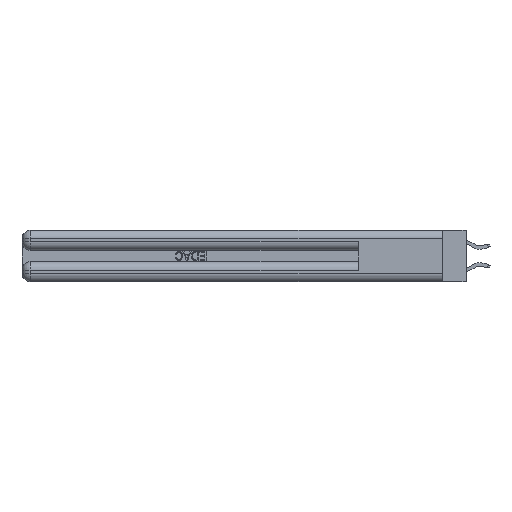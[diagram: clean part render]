
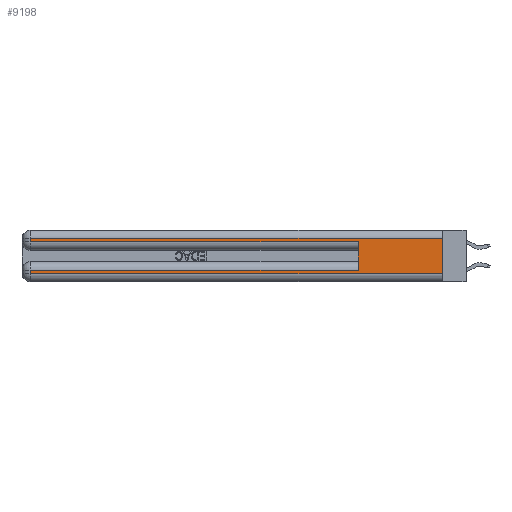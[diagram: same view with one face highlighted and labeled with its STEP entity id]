
A CAD part, left-side view. The second image highlights one B-rep face of the part: STEP entity #9198.
In plain terms, the highlighted planar face has unit normal (-1, 0, 0).
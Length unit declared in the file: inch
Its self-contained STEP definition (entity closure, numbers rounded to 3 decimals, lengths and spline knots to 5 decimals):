
#17 = CARTESIAN_POINT ( 'NONE',  ( 0., 0., 0.37 ) ) ;
#335 = DIRECTION ( 'NONE',  ( 0., 1., 0. ) ) ;
#1044 = LINE ( 'NONE', #3384, #25270 ) ;
#1964 = DIRECTION ( 'NONE',  ( 0., -1., 0. ) ) ;
#2883 = EDGE_CURVE ( 'NONE', #16328, #12532, #13821, .T. ) ;
#3384 = CARTESIAN_POINT ( 'NONE',  ( 0., 2.94, 0.37 ) ) ;
#3948 = EDGE_CURVE ( 'NONE', #6137, #12538, #30033, .T. ) ;
#4222 = CARTESIAN_POINT ( 'NONE',  ( 0., 2.94, 0.085 ) ) ;
#4414 = VECTOR ( 'NONE', #17877, 39.37008 ) ;
#5023 = VECTOR ( 'NONE', #24810, 39.37008 ) ;
#5064 = AXIS2_PLACEMENT_3D ( 'NONE', #17, #18884, #11585 ) ;
#5084 = VECTOR ( 'NONE', #9385, 39.37008 ) ;
#6137 = VERTEX_POINT ( 'NONE', #9127 ) ;
#6221 = ORIENTED_EDGE ( 'NONE', *, *, #9412, .F. ) ;
#6370 = ORIENTED_EDGE ( 'NONE', *, *, #19451, .T. ) ;
#6590 = VECTOR ( 'NONE', #26700, 39.37008 ) ;
#8806 = CARTESIAN_POINT ( 'NONE',  ( 0., 0.6, 0.285 ) ) ;
#9127 = CARTESIAN_POINT ( 'NONE',  ( 0., 0.6, 0.085 ) ) ;
#9198 = ADVANCED_FACE ( 'NONE', ( #11425 ), #16248, .F. ) ;
#9385 = DIRECTION ( 'NONE',  ( 0., 0., -1. ) ) ;
#9412 = EDGE_CURVE ( 'NONE', #16328, #14788, #17187, .T. ) ;
#10505 = VERTEX_POINT ( 'NONE', #14038 ) ;
#10579 = DIRECTION ( 'NONE',  ( 0., 0., -1. ) ) ;
#10758 = ORIENTED_EDGE ( 'NONE', *, *, #16919, .T. ) ;
#11391 = VECTOR ( 'NONE', #335, 39.37008 ) ;
#11425 = FACE_OUTER_BOUND ( 'NONE', #22100, .T. ) ;
#11585 = DIRECTION ( 'NONE',  ( 0., 0., -1. ) ) ;
#12153 = EDGE_CURVE ( 'NONE', #24702, #12538, #21178, .T. ) ;
#12532 = VERTEX_POINT ( 'NONE', #23307 ) ;
#12538 = VERTEX_POINT ( 'NONE', #8806 ) ;
#13433 = ORIENTED_EDGE ( 'NONE', *, *, #2883, .T. ) ;
#13669 = CARTESIAN_POINT ( 'NONE',  ( 0., 0., 0.31 ) ) ;
#13671 = VECTOR ( 'NONE', #1964, 39.37008 ) ;
#13821 = LINE ( 'NONE', #13669, #11391 ) ;
#14038 = CARTESIAN_POINT ( 'NONE',  ( 0., 2.94, 0.06 ) ) ;
#14788 = VERTEX_POINT ( 'NONE', #25003 ) ;
#15453 = CARTESIAN_POINT ( 'NONE',  ( 0., 2.94, 0.285 ) ) ;
#15717 = CARTESIAN_POINT ( 'NONE',  ( 0., 0.6, 0.145 ) ) ;
#16248 = PLANE ( 'NONE',  #5064 ) ;
#16328 = VERTEX_POINT ( 'NONE', #27613 ) ;
#16919 = EDGE_CURVE ( 'NONE', #6137, #19203, #28024, .T. ) ;
#17187 = LINE ( 'NONE', #26845, #6590 ) ;
#17877 = DIRECTION ( 'NONE',  ( 0., 0., 1. ) ) ;
#18884 = DIRECTION ( 'NONE',  ( 1., 0., 0. ) ) ;
#19203 = VERTEX_POINT ( 'NONE', #4222 ) ;
#19451 = EDGE_CURVE ( 'NONE', #10505, #14788, #22314, .T. ) ;
#20220 = CARTESIAN_POINT ( 'NONE',  ( 0., 2.94, 0.37 ) ) ;
#21178 = LINE ( 'NONE', #28319, #13671 ) ;
#22100 = EDGE_LOOP ( 'NONE', ( #6221, #13433, #30115, #29923, #22151, #10758, #29786, #6370 ) ) ;
#22151 = ORIENTED_EDGE ( 'NONE', *, *, #3948, .F. ) ;
#22314 = LINE ( 'NONE', #27150, #5023 ) ;
#22648 = EDGE_CURVE ( 'NONE', #12532, #24702, #30596, .T. ) ;
#23086 = EDGE_CURVE ( 'NONE', #19203, #10505, #1044, .T. ) ;
#23307 = CARTESIAN_POINT ( 'NONE',  ( 0., 2.94, 0.31 ) ) ;
#23352 = DIRECTION ( 'NONE',  ( 0., 1., 0. ) ) ;
#24702 = VERTEX_POINT ( 'NONE', #15453 ) ;
#24810 = DIRECTION ( 'NONE',  ( 0., -1., 0. ) ) ;
#25003 = CARTESIAN_POINT ( 'NONE',  ( 0., 0., 0.06 ) ) ;
#25270 = VECTOR ( 'NONE', #10579, 39.37008 ) ;
#26700 = DIRECTION ( 'NONE',  ( 0., 0., -1. ) ) ;
#26845 = CARTESIAN_POINT ( 'NONE',  ( 0., 0., 0.37 ) ) ;
#27150 = CARTESIAN_POINT ( 'NONE',  ( 0., 0., 0.06 ) ) ;
#27613 = CARTESIAN_POINT ( 'NONE',  ( 0., 0., 0.31 ) ) ;
#28024 = LINE ( 'NONE', #28320, #29816 ) ;
#28319 = CARTESIAN_POINT ( 'NONE',  ( 0., 0., 0.285 ) ) ;
#28320 = CARTESIAN_POINT ( 'NONE',  ( 0., 0., 0.085 ) ) ;
#29786 = ORIENTED_EDGE ( 'NONE', *, *, #23086, .T. ) ;
#29816 = VECTOR ( 'NONE', #23352, 39.37008 ) ;
#29923 = ORIENTED_EDGE ( 'NONE', *, *, #12153, .T. ) ;
#30033 = LINE ( 'NONE', #15717, #4414 ) ;
#30115 = ORIENTED_EDGE ( 'NONE', *, *, #22648, .T. ) ;
#30596 = LINE ( 'NONE', #20220, #5084 ) ;
